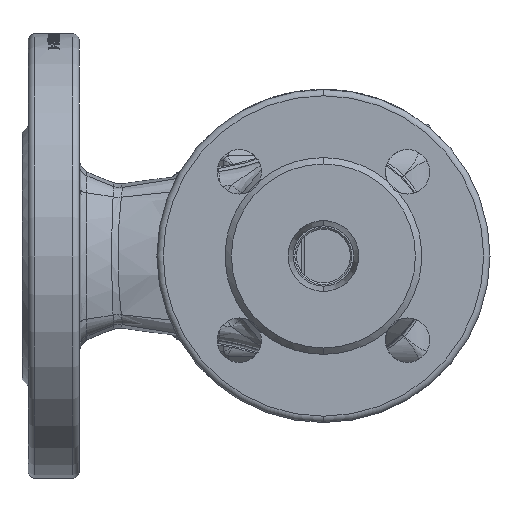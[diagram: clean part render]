
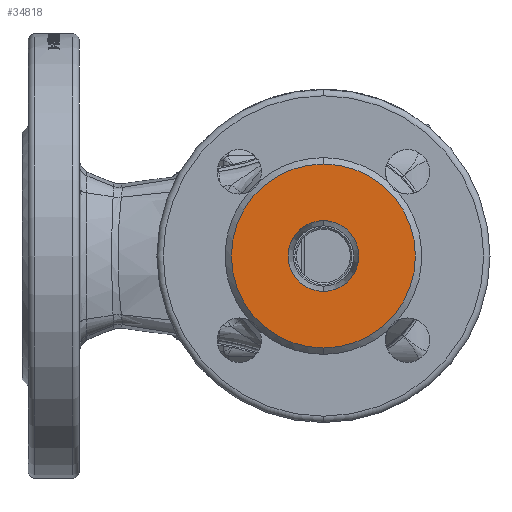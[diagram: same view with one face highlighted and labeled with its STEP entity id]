
A CAD part, front view. The second image highlights one B-rep face of the part: STEP entity #34818.
In plain terms, the highlighted planar face has unit normal (0, -1, 0).
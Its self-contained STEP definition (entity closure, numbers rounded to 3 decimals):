
#2008 = AXIS2_PLACEMENT_3D ( 'NONE', #109472, #132812, #70044 ) ;
#4434 = DIRECTION ( 'NONE',  ( 0., 1., 0. ) ) ;
#6322 = AXIS2_PLACEMENT_3D ( 'NONE', #80483, #4434, #28871 ) ;
#11425 = FACE_BOUND ( 'NONE', #161551, .T. ) ;
#28871 = DIRECTION ( 'NONE',  ( 0., 0., 1. ) ) ;
#31142 = FACE_OUTER_BOUND ( 'NONE', #123338, .T. ) ;
#31263 = AXIS2_PLACEMENT_3D ( 'NONE', #154393, #154946, #93280 ) ;
#34818 = ADVANCED_FACE ( 'NONE', ( #11425, #31142 ), #156073, .T. ) ;
#44779 = ORIENTED_EDGE ( 'NONE', *, *, #152739, .F. ) ;
#61490 = DIRECTION ( 'NONE',  ( 0., 1., 0. ) ) ;
#68946 = CARTESIAN_POINT ( 'NONE',  ( 0., -85., 0. ) ) ;
#70044 = DIRECTION ( 'NONE',  ( 0., 0., 1. ) ) ;
#71002 = EDGE_CURVE ( 'NONE', #108629, #118788, #158395, .T. ) ;
#73296 = CARTESIAN_POINT ( 'NONE',  ( 0., -85., -29. ) ) ;
#74277 = DIRECTION ( 'NONE',  ( 0., 0., 1. ) ) ;
#80483 = CARTESIAN_POINT ( 'NONE',  ( 0., -85., 0. ) ) ;
#83358 = DIRECTION ( 'NONE',  ( 0., 1., 0. ) ) ;
#87224 = VERTEX_POINT ( 'NONE', #136099 ) ;
#93280 = DIRECTION ( 'NONE',  ( 0., 0., -1. ) ) ;
#94997 = DIRECTION ( 'NONE',  ( 0., 0., 1. ) ) ;
#97417 = CARTESIAN_POINT ( 'NONE',  ( 0., -85., 29. ) ) ;
#104690 = EDGE_CURVE ( 'NONE', #87224, #134364, #142231, .T. ) ;
#106606 = AXIS2_PLACEMENT_3D ( 'NONE', #68946, #83358, #94997 ) ;
#108629 = VERTEX_POINT ( 'NONE', #73296 ) ;
#108636 = ORIENTED_EDGE ( 'NONE', *, *, #117543, .T. ) ;
#109472 = CARTESIAN_POINT ( 'NONE',  ( 0., -85., 0. ) ) ;
#111716 = CIRCLE ( 'NONE', #163862, 29. ) ;
#117016 = CIRCLE ( 'NONE', #106606, 11.15 ) ;
#117543 = EDGE_CURVE ( 'NONE', #134364, #87224, #117016, .T. ) ;
#118788 = VERTEX_POINT ( 'NONE', #97417 ) ;
#123338 = EDGE_LOOP ( 'NONE', ( #44779, #134410 ) ) ;
#132812 = DIRECTION ( 'NONE',  ( 0., 1., 0. ) ) ;
#134364 = VERTEX_POINT ( 'NONE', #136399 ) ;
#134410 = ORIENTED_EDGE ( 'NONE', *, *, #71002, .F. ) ;
#136099 = CARTESIAN_POINT ( 'NONE',  ( 0., -85., 11.15 ) ) ;
#136399 = CARTESIAN_POINT ( 'NONE',  ( 0., -85., -11.15 ) ) ;
#137562 = CARTESIAN_POINT ( 'NONE',  ( 0., -85., 0. ) ) ;
#142231 = CIRCLE ( 'NONE', #6322, 11.15 ) ;
#152739 = EDGE_CURVE ( 'NONE', #118788, #108629, #111716, .T. ) ;
#154393 = CARTESIAN_POINT ( 'NONE',  ( 0., -85., 0. ) ) ;
#154946 = DIRECTION ( 'NONE',  ( 0., -1., 0. ) ) ;
#156073 = PLANE ( 'NONE',  #31263 ) ;
#156686 = ORIENTED_EDGE ( 'NONE', *, *, #104690, .T. ) ;
#158395 = CIRCLE ( 'NONE', #2008, 29. ) ;
#161551 = EDGE_LOOP ( 'NONE', ( #156686, #108636 ) ) ;
#163862 = AXIS2_PLACEMENT_3D ( 'NONE', #137562, #61490, #74277 ) ;
